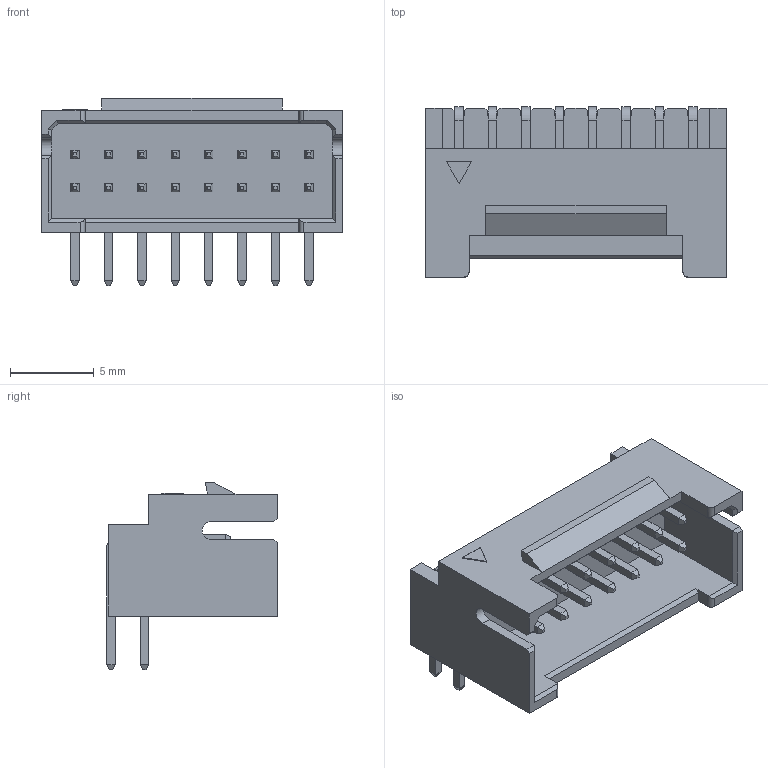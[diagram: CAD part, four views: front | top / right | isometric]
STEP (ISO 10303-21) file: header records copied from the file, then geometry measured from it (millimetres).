
FILE_DESCRIPTION( ('This file contains a STEP AP42 implementation' ,'as created by ZW3D STEP Interface translator.') ,'2;1' );
FILE_NAME( 'WF2005-2WRXXXXX.stp' ,'23 420.101759', (''), ('ZWCAD Software Co.'), 'Version 1.0', 'ZW3D to STEP translator', '' );
FILE_SCHEMA(('AUTOMOTIVE_DESIGN { 1 0 10303 214 1 1 1 1 }'));
Length unit declared in the file: millimetre
Products named in the file (2): 0; WF2005-2WRXXXXX
Bounding box: 18 x 10.2 x 11.2 mm (x, y, z)
Volume: 596.4 mm3; surface area: 1387.5 mm2
Topology: 1 solids, 9 shells, 623 faces, 1568 edges, 972 vertices
Faces by surface type: plane 577, cylinder 46
Entity records: 18734 total; most frequent: CARTESIAN_POINT 3176, ORIENTED_EDGE 3152, DIRECTION 2904, EDGE_CURVE 1568, VECTOR 1472, LINE 1472, VERTEX_POINT 972, AXIS2_PLACEMENT_3D 716
